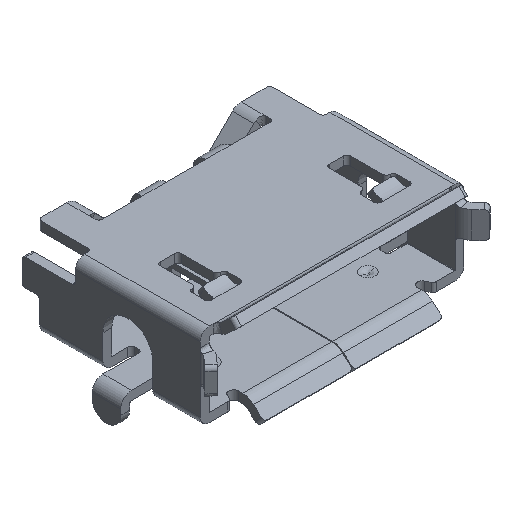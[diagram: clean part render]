
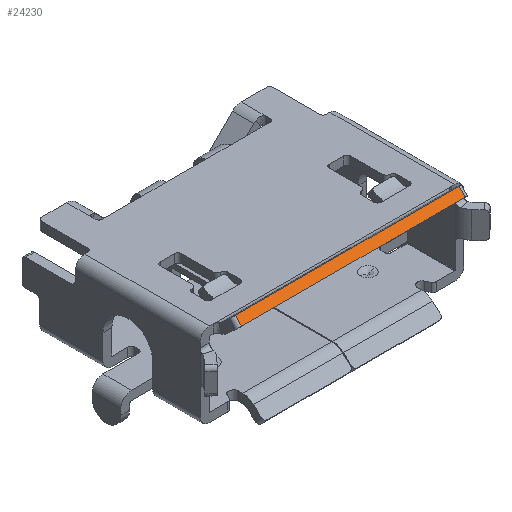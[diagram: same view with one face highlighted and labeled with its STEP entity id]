
A CAD part, isometric view. The second image highlights one B-rep face of the part: STEP entity #24230.
In plain terms, the highlighted planar face has unit normal (0, -0.735, 0.679).
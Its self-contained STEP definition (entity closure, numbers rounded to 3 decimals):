
#2584 = PLANE('',#2585);
#2585 = AXIS2_PLACEMENT_3D('',#2586,#2587,#2588);
#2586 = CARTESIAN_POINT('',(3.24,-5.156,2.319));
#2587 = DIRECTION('',(0.,-0.679,
    -0.734));
#2588 = DIRECTION('',(0.,-0.734,0.679));
#24230 = ADVANCED_FACE('',(#24231),#24245,.T.);
#24231 = FACE_BOUND('',#24232,.T.);
#24232 = EDGE_LOOP('',(#24233,#24263,#24313,#24341));
#24233 = ORIENTED_EDGE('',*,*,#24234,.T.);
#24234 = EDGE_CURVE('',#24235,#24237,#24239,.T.);
#24235 = VERTEX_POINT('',#24236);
#24236 = CARTESIAN_POINT('',(-3.14,-5.45,2.591));
#24237 = VERTEX_POINT('',#24238);
#24238 = CARTESIAN_POINT('',(3.14,-5.45,2.591));
#24239 = SURFACE_CURVE('',#24240,(#24244,#24256),.PCURVE_S1.);
#24240 = LINE('',#24241,#24242);
#24241 = CARTESIAN_POINT('',(3.24,-5.45,2.591));
#24242 = VECTOR('',#24243,1.);
#24243 = DIRECTION('',(1.,0.,0.));
#24244 = PCURVE('',#24245,#24250);
#24245 = PLANE('',#24246);
#24246 = AXIS2_PLACEMENT_3D('',#24247,#24248,#24249);
#24247 = CARTESIAN_POINT('',(3.24,-5.28,2.775));
#24248 = DIRECTION('',(0.,-0.734,
    0.679));
#24249 = DIRECTION('',(-1.,0.,0.));
#24250 = DEFINITIONAL_REPRESENTATION('',(#24251),#24255);
#24251 = LINE('',#24252,#24253);
#24252 = CARTESIAN_POINT('',(0.,0.25));
#24253 = VECTOR('',#24254,1.);
#24254 = DIRECTION('',(-1.,0.));
#24255 = ( GEOMETRIC_REPRESENTATION_CONTEXT(2) 
PARAMETRIC_REPRESENTATION_CONTEXT() REPRESENTATION_CONTEXT('2D SPACE',''
  ) );
#24256 = PCURVE('',#2584,#24257);
#24257 = DEFINITIONAL_REPRESENTATION('',(#24258),#24262);
#24258 = LINE('',#24259,#24260);
#24259 = CARTESIAN_POINT('',(0.401,0.));
#24260 = VECTOR('',#24261,1.);
#24261 = DIRECTION('',(0.,-1.));
#24262 = ( GEOMETRIC_REPRESENTATION_CONTEXT(2) 
PARAMETRIC_REPRESENTATION_CONTEXT() REPRESENTATION_CONTEXT('2D SPACE',''
  ) );
#24263 = ORIENTED_EDGE('',*,*,#24264,.T.);
#24264 = EDGE_CURVE('',#24237,#24265,#24267,.T.);
#24265 = VERTEX_POINT('',#24266);
#24266 = CARTESIAN_POINT('',(3.14,-5.28,2.775));
#24267 = SURFACE_CURVE('',#24268,(#24272,#24279),.PCURVE_S1.);
#24268 = LINE('',#24269,#24270);
#24269 = CARTESIAN_POINT('',(3.14,-5.28,2.775));
#24270 = VECTOR('',#24271,1.);
#24271 = DIRECTION('',(0.,0.679,0.734
    ));
#24272 = PCURVE('',#24245,#24273);
#24273 = DEFINITIONAL_REPRESENTATION('',(#24274),#24278);
#24274 = LINE('',#24275,#24276);
#24275 = CARTESIAN_POINT('',(0.1,0.));
#24276 = VECTOR('',#24277,1.);
#24277 = DIRECTION('',(0.,-1.));
#24278 = ( GEOMETRIC_REPRESENTATION_CONTEXT(2) 
PARAMETRIC_REPRESENTATION_CONTEXT() REPRESENTATION_CONTEXT('2D SPACE',''
  ) );
#24279 = PCURVE('',#24280,#24285);
#24280 = CYLINDRICAL_SURFACE('',#24281,0.1);
#24281 = AXIS2_PLACEMENT_3D('',#24282,#24283,#24284);
#24282 = CARTESIAN_POINT('',(3.14,-5.207,2.707));
#24283 = DIRECTION('',(0.,0.679,0.734
    ));
#24284 = DIRECTION('',(0.,-0.734,
    0.679));
#24285 = DEFINITIONAL_REPRESENTATION('',(#24286),#24312);
#24286 = B_SPLINE_CURVE_WITH_KNOTS('',3,(#24287,#24288,#24289,#24290,
    #24291,#24292,#24293,#24294,#24295,#24296,#24297,#24298,#24299,
    #24300,#24301,#24302,#24303,#24304,#24305,#24306,#24307,#24308,
    #24309,#24310,#24311),.UNSPECIFIED.,.F.,.F.,(4,1,1,1,1,1,1,1,1,1,1,1
    ,1,1,1,1,1,1,1,1,1,1,4),(-0.25,-0.239,-0.227,
    -0.216,-0.205,-0.193,-0.182,
    -0.17,-0.159,-0.148,-0.136,
    -0.125,-0.114,-0.102,-0.091,
    -0.08,-0.068,-0.057,
    -0.045,-0.034,-0.023,
    -0.011,0.),.QUASI_UNIFORM_KNOTS.);
#24287 = CARTESIAN_POINT('',(0.,-0.25));
#24288 = CARTESIAN_POINT('',(0.,-0.246));
#24289 = CARTESIAN_POINT('',(0.,-0.239));
#24290 = CARTESIAN_POINT('',(0.,-0.227));
#24291 = CARTESIAN_POINT('',(0.,-0.216));
#24292 = CARTESIAN_POINT('',(0.,-0.205));
#24293 = CARTESIAN_POINT('',(0.,-0.193));
#24294 = CARTESIAN_POINT('',(0.,-0.182));
#24295 = CARTESIAN_POINT('',(0.,-0.17));
#24296 = CARTESIAN_POINT('',(0.,-0.159));
#24297 = CARTESIAN_POINT('',(0.,-0.148));
#24298 = CARTESIAN_POINT('',(0.,-0.136));
#24299 = CARTESIAN_POINT('',(0.,-0.125));
#24300 = CARTESIAN_POINT('',(0.,-0.114));
#24301 = CARTESIAN_POINT('',(0.,-0.102));
#24302 = CARTESIAN_POINT('',(0.,-0.091));
#24303 = CARTESIAN_POINT('',(0.,-0.08));
#24304 = CARTESIAN_POINT('',(0.,-0.068));
#24305 = CARTESIAN_POINT('',(0.,-0.057));
#24306 = CARTESIAN_POINT('',(0.,-0.045));
#24307 = CARTESIAN_POINT('',(0.,-0.034));
#24308 = CARTESIAN_POINT('',(0.,-0.023));
#24309 = CARTESIAN_POINT('',(0.,-0.011));
#24310 = CARTESIAN_POINT('',(0.,-0.004));
#24311 = CARTESIAN_POINT('',(0.,0.));
#24312 = ( GEOMETRIC_REPRESENTATION_CONTEXT(2) 
PARAMETRIC_REPRESENTATION_CONTEXT() REPRESENTATION_CONTEXT('2D SPACE',''
  ) );
#24313 = ORIENTED_EDGE('',*,*,#24314,.T.);
#24314 = EDGE_CURVE('',#24265,#24315,#24317,.T.);
#24315 = VERTEX_POINT('',#24316);
#24316 = CARTESIAN_POINT('',(-3.14,-5.28,2.775));
#24317 = SURFACE_CURVE('',#24318,(#24322,#24329),.PCURVE_S1.);
#24318 = LINE('',#24319,#24320);
#24319 = CARTESIAN_POINT('',(3.24,-5.28,2.775));
#24320 = VECTOR('',#24321,1.);
#24321 = DIRECTION('',(-1.,0.,0.));
#24322 = PCURVE('',#24245,#24323);
#24323 = DEFINITIONAL_REPRESENTATION('',(#24324),#24328);
#24324 = LINE('',#24325,#24326);
#24325 = CARTESIAN_POINT('',(0.,0.));
#24326 = VECTOR('',#24327,1.);
#24327 = DIRECTION('',(1.,0.));
#24328 = ( GEOMETRIC_REPRESENTATION_CONTEXT(2) 
PARAMETRIC_REPRESENTATION_CONTEXT() REPRESENTATION_CONTEXT('2D SPACE',''
  ) );
#24329 = PCURVE('',#24330,#24335);
#24330 = PLANE('',#24331);
#24331 = AXIS2_PLACEMENT_3D('',#24332,#24333,#24334);
#24332 = CARTESIAN_POINT('',(3.24,-4.986,2.503));
#24333 = DIRECTION('',(0.,-0.679,
    -0.734));
#24334 = DIRECTION('',(0.,-0.734,0.679));
#24335 = DEFINITIONAL_REPRESENTATION('',(#24336),#24340);
#24336 = LINE('',#24337,#24338);
#24337 = CARTESIAN_POINT('',(0.401,0.));
#24338 = VECTOR('',#24339,1.);
#24339 = DIRECTION('',(0.,1.));
#24340 = ( GEOMETRIC_REPRESENTATION_CONTEXT(2) 
PARAMETRIC_REPRESENTATION_CONTEXT() REPRESENTATION_CONTEXT('2D SPACE',''
  ) );
#24341 = ORIENTED_EDGE('',*,*,#24342,.T.);
#24342 = EDGE_CURVE('',#24315,#24235,#24343,.T.);
#24343 = SURFACE_CURVE('',#24344,(#24348,#24355),.PCURVE_S1.);
#24344 = LINE('',#24345,#24346);
#24345 = CARTESIAN_POINT('',(-3.14,-5.28,2.775));
#24346 = VECTOR('',#24347,1.);
#24347 = DIRECTION('',(0.,-0.679,
    -0.734));
#24348 = PCURVE('',#24245,#24349);
#24349 = DEFINITIONAL_REPRESENTATION('',(#24350),#24354);
#24350 = LINE('',#24351,#24352);
#24351 = CARTESIAN_POINT('',(6.38,0.));
#24352 = VECTOR('',#24353,1.);
#24353 = DIRECTION('',(0.,1.));
#24354 = ( GEOMETRIC_REPRESENTATION_CONTEXT(2) 
PARAMETRIC_REPRESENTATION_CONTEXT() REPRESENTATION_CONTEXT('2D SPACE',''
  ) );
#24355 = PCURVE('',#24356,#24361);
#24356 = CYLINDRICAL_SURFACE('',#24357,0.1);
#24357 = AXIS2_PLACEMENT_3D('',#24358,#24359,#24360);
#24358 = CARTESIAN_POINT('',(-3.14,-5.207,2.707));
#24359 = DIRECTION('',(0.,-0.679,
    -0.734));
#24360 = DIRECTION('',(0.,0.734,-0.679
    ));
#24361 = DEFINITIONAL_REPRESENTATION('',(#24362),#24388);
#24362 = B_SPLINE_CURVE_WITH_KNOTS('',3,(#24363,#24364,#24365,#24366,
    #24367,#24368,#24369,#24370,#24371,#24372,#24373,#24374,#24375,
    #24376,#24377,#24378,#24379,#24380,#24381,#24382,#24383,#24384,
    #24385,#24386,#24387),.UNSPECIFIED.,.F.,.F.,(4,1,1,1,1,1,1,1,1,1,1,1
    ,1,1,1,1,1,1,1,1,1,1,4),(0.,0.011,
    0.023,0.034,0.045,
    0.057,0.068,0.08,
    0.091,0.102,0.114,0.125,
    0.136,0.148,0.159,0.17,
    0.182,0.193,0.205,0.216,
    0.227,0.239,0.25),.QUASI_UNIFORM_KNOTS.);
#24363 = CARTESIAN_POINT('',(3.142,0.));
#24364 = CARTESIAN_POINT('',(3.142,0.004));
#24365 = CARTESIAN_POINT('',(3.142,0.011));
#24366 = CARTESIAN_POINT('',(3.142,0.023));
#24367 = CARTESIAN_POINT('',(3.142,0.034));
#24368 = CARTESIAN_POINT('',(3.142,0.045));
#24369 = CARTESIAN_POINT('',(3.142,0.057));
#24370 = CARTESIAN_POINT('',(3.142,0.068));
#24371 = CARTESIAN_POINT('',(3.142,0.08));
#24372 = CARTESIAN_POINT('',(3.142,0.091));
#24373 = CARTESIAN_POINT('',(3.142,0.102));
#24374 = CARTESIAN_POINT('',(3.142,0.114));
#24375 = CARTESIAN_POINT('',(3.142,0.125));
#24376 = CARTESIAN_POINT('',(3.142,0.136));
#24377 = CARTESIAN_POINT('',(3.142,0.148));
#24378 = CARTESIAN_POINT('',(3.142,0.159));
#24379 = CARTESIAN_POINT('',(3.142,0.17));
#24380 = CARTESIAN_POINT('',(3.142,0.182));
#24381 = CARTESIAN_POINT('',(3.142,0.193));
#24382 = CARTESIAN_POINT('',(3.142,0.205));
#24383 = CARTESIAN_POINT('',(3.142,0.216));
#24384 = CARTESIAN_POINT('',(3.142,0.227));
#24385 = CARTESIAN_POINT('',(3.142,0.239));
#24386 = CARTESIAN_POINT('',(3.142,0.246));
#24387 = CARTESIAN_POINT('',(3.142,0.25));
#24388 = ( GEOMETRIC_REPRESENTATION_CONTEXT(2) 
PARAMETRIC_REPRESENTATION_CONTEXT() REPRESENTATION_CONTEXT('2D SPACE',''
  ) );
